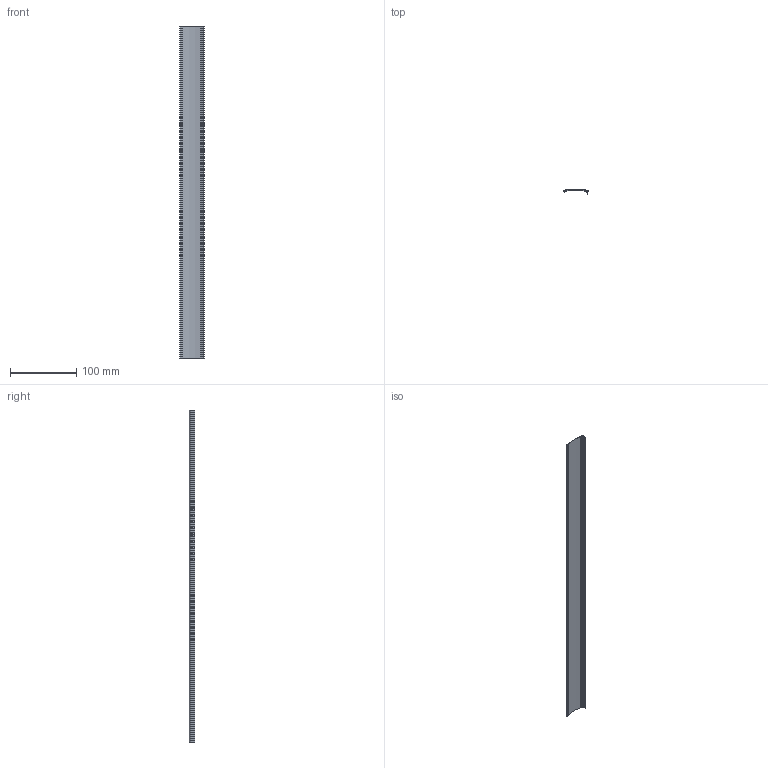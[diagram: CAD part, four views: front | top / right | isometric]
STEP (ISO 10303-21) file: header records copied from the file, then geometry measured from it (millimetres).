
FILE_DESCRIPTION(/* description */ ('STEP AP214'),/* implementation_level */ '2;1');
FILE_NAME(/* name */ '1212478_DADS-AB-G6-8-500',/* time_stamp */ '2024-08-13T06:38:18+02:00',/* author */ ('License CC BY-ND 4.0'),/* organization */ ('CADENAS'),/* preprocessor_version */ 'ST-DEVELOPER v19.3',/* originating_system */ 'PARTsolutions',/* authorisation */ ' ');
FILE_SCHEMA (('AUTOMOTIVE_DESIGN {1 0 10303 214 3 1 1}'));
Length unit declared in the file: millimetre
Products named in the file (2): 1212478 DADS-AB-G6-8-500; 1212382 DADS-AB-G6-8-500---(P)
Assembly tree (1 placements, depth 2):
  1212478 DADS-AB-G6-8-500
    1212382 DADS-AB-G6-8-500---(P)
Bounding box: 36.25 x 7.92 x 500 mm (x, y, z)
Volume: 15314 mm3; surface area: 47781.8 mm2
Topology: 1 solids, 1 shells, 50 faces, 144 edges, 96 vertices
Faces by surface type: cylinder 26, plane 24
Entity records: 1709 total; most frequent: DIRECTION 300, CARTESIAN_POINT 292, ORIENTED_EDGE 288, EDGE_CURVE 144, AXIS2_PLACEMENT_3D 104, VERTEX_POINT 96, LINE 92, VECTOR 92
